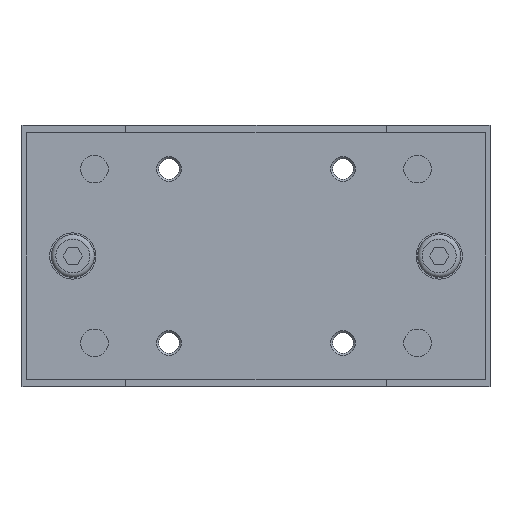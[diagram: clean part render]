
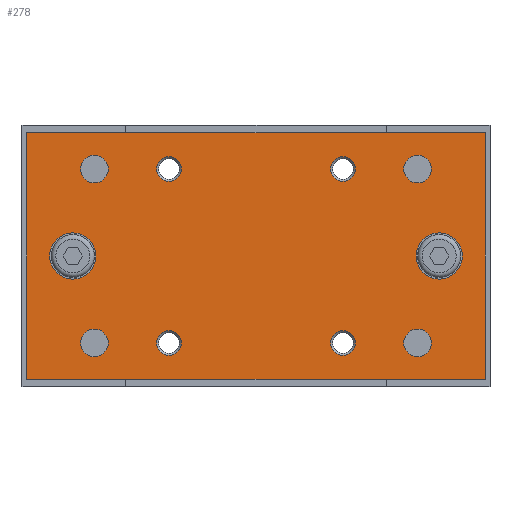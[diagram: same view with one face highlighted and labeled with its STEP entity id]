
A CAD part, left-side view. The second image highlights one B-rep face of the part: STEP entity #278.
In plain terms, the highlighted planar face has unit normal (-1, 0, 0).
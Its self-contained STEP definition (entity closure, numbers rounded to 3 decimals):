
#278 = ADVANCED_FACE( '', ( #766, #767, #768, #769, #770, #771, #772, #773, #774, #775, #776 ), #777, .F. );
#766 = FACE_BOUND( '', #1567, .T. );
#767 = FACE_BOUND( '', #1568, .T. );
#768 = FACE_BOUND( '', #1569, .T. );
#769 = FACE_BOUND( '', #1570, .T. );
#770 = FACE_BOUND( '', #1571, .T. );
#771 = FACE_BOUND( '', #1572, .T. );
#772 = FACE_BOUND( '', #1573, .T. );
#773 = FACE_BOUND( '', #1574, .T. );
#774 = FACE_BOUND( '', #1575, .T. );
#775 = FACE_BOUND( '', #1576, .T. );
#776 = FACE_OUTER_BOUND( '', #1577, .T. );
#777 = PLANE( '', #1578 );
#1567 = EDGE_LOOP( '', ( #2527 ) );
#1568 = EDGE_LOOP( '', ( #2528 ) );
#1569 = EDGE_LOOP( '', ( #2529 ) );
#1570 = EDGE_LOOP( '', ( #2530 ) );
#1571 = EDGE_LOOP( '', ( #2531 ) );
#1572 = EDGE_LOOP( '', ( #2532 ) );
#1573 = EDGE_LOOP( '', ( #2533 ) );
#1574 = EDGE_LOOP( '', ( #2534 ) );
#1575 = EDGE_LOOP( '', ( #2535 ) );
#1576 = EDGE_LOOP( '', ( #2536 ) );
#1577 = EDGE_LOOP( '', ( #2537, #2538, #2539, #2540 ) );
#1578 = AXIS2_PLACEMENT_3D( '', #2541, #2542, #2543 );
#2527 = ORIENTED_EDGE( '', *, *, #4341, .F. );
#2528 = ORIENTED_EDGE( '', *, *, #4342, .F. );
#2529 = ORIENTED_EDGE( '', *, *, #4343, .T. );
#2530 = ORIENTED_EDGE( '', *, *, #4344, .T. );
#2531 = ORIENTED_EDGE( '', *, *, #4345, .T. );
#2532 = ORIENTED_EDGE( '', *, *, #4346, .T. );
#2533 = ORIENTED_EDGE( '', *, *, #4347, .T. );
#2534 = ORIENTED_EDGE( '', *, *, #4348, .T. );
#2535 = ORIENTED_EDGE( '', *, *, #4349, .T. );
#2536 = ORIENTED_EDGE( '', *, *, #4350, .T. );
#2537 = ORIENTED_EDGE( '', *, *, #4351, .T. );
#2538 = ORIENTED_EDGE( '', *, *, #4352, .F. );
#2539 = ORIENTED_EDGE( '', *, *, #4353, .F. );
#2540 = ORIENTED_EDGE( '', *, *, #4354, .T. );
#2541 = CARTESIAN_POINT( '', ( -111., 74.5, 40. ) );
#2542 = DIRECTION( '', ( 1., 0., 0. ) );
#2543 = DIRECTION( '', ( 0., 0., -1. ) );
#4341 = EDGE_CURVE( '', #5210, #5210, #5211, .F. );
#4342 = EDGE_CURVE( '', #5212, #5212, #5213, .F. );
#4343 = EDGE_CURVE( '', #5214, #5214, #5215, .T. );
#4344 = EDGE_CURVE( '', #5216, #5216, #5217, .T. );
#4345 = EDGE_CURVE( '', #5218, #5218, #5219, .T. );
#4346 = EDGE_CURVE( '', #5220, #5220, #5221, .T. );
#4347 = EDGE_CURVE( '', #5222, #5222, #5223, .T. );
#4348 = EDGE_CURVE( '', #5224, #5224, #5225, .T. );
#4349 = EDGE_CURVE( '', #5226, #5226, #5227, .T. );
#4350 = EDGE_CURVE( '', #5228, #5228, #5229, .T. );
#4351 = EDGE_CURVE( '', #5230, #5231, #5232, .T. );
#4352 = EDGE_CURVE( '', #5233, #5231, #5234, .T. );
#4353 = EDGE_CURVE( '', #5235, #5233, #5236, .T. );
#4354 = EDGE_CURVE( '', #5235, #5230, #5237, .T. );
#5210 = VERTEX_POINT( '', #6368 );
#5211 = CIRCLE( '', #6369, 7.5 );
#5212 = VERTEX_POINT( '', #6370 );
#5213 = CIRCLE( '', #6371, 7.5 );
#5214 = VERTEX_POINT( '', #6372 );
#5215 = CIRCLE( '', #6373, 4. );
#5216 = VERTEX_POINT( '', #6374 );
#5217 = CIRCLE( '', #6375, 4. );
#5218 = VERTEX_POINT( '', #6376 );
#5219 = CIRCLE( '', #6377, 4.5 );
#5220 = VERTEX_POINT( '', #6378 );
#5221 = CIRCLE( '', #6379, 4.5 );
#5222 = VERTEX_POINT( '', #6380 );
#5223 = CIRCLE( '', #6381, 4. );
#5224 = VERTEX_POINT( '', #6382 );
#5225 = CIRCLE( '', #6383, 4. );
#5226 = VERTEX_POINT( '', #6384 );
#5227 = CIRCLE( '', #6385, 4.5 );
#5228 = VERTEX_POINT( '', #6386 );
#5229 = CIRCLE( '', #6387, 4.5 );
#5230 = VERTEX_POINT( '', #6388 );
#5231 = VERTEX_POINT( '', #6389 );
#5232 = LINE( '', #6390, #6391 );
#5233 = VERTEX_POINT( '', #6392 );
#5234 = LINE( '', #6393, #6394 );
#5235 = VERTEX_POINT( '', #6395 );
#5236 = LINE( '', #6396, #6397 );
#5237 = LINE( '', #6398, #6399 );
#6368 = CARTESIAN_POINT( '', ( -111., -59.5, -7.5 ) );
#6369 = AXIS2_PLACEMENT_3D( '', #7599, #7600, #7601 );
#6370 = CARTESIAN_POINT( '', ( -111., 59.5, -7.5 ) );
#6371 = AXIS2_PLACEMENT_3D( '', #7602, #7603, #7604 );
#6372 = CARTESIAN_POINT( '', ( -111., -28.25, -32.25 ) );
#6373 = AXIS2_PLACEMENT_3D( '', #7605, #7606, #7607 );
#6374 = CARTESIAN_POINT( '', ( -111., 28.25, -32.25 ) );
#6375 = AXIS2_PLACEMENT_3D( '', #7608, #7609, #7610 );
#6376 = CARTESIAN_POINT( '', ( -111., -52.5, -32.75 ) );
#6377 = AXIS2_PLACEMENT_3D( '', #7611, #7612, #7613 );
#6378 = CARTESIAN_POINT( '', ( -111., 52.5, -32.75 ) );
#6379 = AXIS2_PLACEMENT_3D( '', #7614, #7615, #7616 );
#6380 = CARTESIAN_POINT( '', ( -111., -28.25, 24.25 ) );
#6381 = AXIS2_PLACEMENT_3D( '', #7617, #7618, #7619 );
#6382 = CARTESIAN_POINT( '', ( -111., 28.25, 24.25 ) );
#6383 = AXIS2_PLACEMENT_3D( '', #7620, #7621, #7622 );
#6384 = CARTESIAN_POINT( '', ( -111., -52.5, 23.75 ) );
#6385 = AXIS2_PLACEMENT_3D( '', #7623, #7624, #7625 );
#6386 = CARTESIAN_POINT( '', ( -111., 52.5, 23.75 ) );
#6387 = AXIS2_PLACEMENT_3D( '', #7626, #7627, #7628 );
#6388 = CARTESIAN_POINT( '', ( -111., 74.5, -40. ) );
#6389 = CARTESIAN_POINT( '', ( -111., -74.5, -40. ) );
#6390 = CARTESIAN_POINT( '', ( -111., 74.5, -40. ) );
#6391 = VECTOR( '', #7629, 1000. );
#6392 = CARTESIAN_POINT( '', ( -111., -74.5, 40. ) );
#6393 = CARTESIAN_POINT( '', ( -111., -74.5, 40. ) );
#6394 = VECTOR( '', #7630, 1000. );
#6395 = CARTESIAN_POINT( '', ( -111., 74.5, 40. ) );
#6396 = CARTESIAN_POINT( '', ( -111., 74.5, 40. ) );
#6397 = VECTOR( '', #7631, 1000. );
#6398 = CARTESIAN_POINT( '', ( -111., 74.5, 40. ) );
#6399 = VECTOR( '', #7632, 1000. );
#7599 = CARTESIAN_POINT( '', ( -111., -59.5, 0. ) );
#7600 = DIRECTION( '', ( 1., 0., 0. ) );
#7601 = DIRECTION( '', ( 0., 0., -1. ) );
#7602 = CARTESIAN_POINT( '', ( -111., 59.5, 0. ) );
#7603 = DIRECTION( '', ( 1., 0., 0. ) );
#7604 = DIRECTION( '', ( 0., 0., -1. ) );
#7605 = CARTESIAN_POINT( '', ( -111., -28.25, -28.25 ) );
#7606 = DIRECTION( '', ( 1., 0., 0. ) );
#7607 = DIRECTION( '', ( 0., 0., -1. ) );
#7608 = CARTESIAN_POINT( '', ( -111., 28.25, -28.25 ) );
#7609 = DIRECTION( '', ( 1., 0., 0. ) );
#7610 = DIRECTION( '', ( 0., 0., -1. ) );
#7611 = CARTESIAN_POINT( '', ( -111., -52.5, -28.25 ) );
#7612 = DIRECTION( '', ( 1., 0., 0. ) );
#7613 = DIRECTION( '', ( 0., 0., -1. ) );
#7614 = CARTESIAN_POINT( '', ( -111., 52.5, -28.25 ) );
#7615 = DIRECTION( '', ( 1., 0., 0. ) );
#7616 = DIRECTION( '', ( 0., 0., -1. ) );
#7617 = CARTESIAN_POINT( '', ( -111., -28.25, 28.25 ) );
#7618 = DIRECTION( '', ( 1., 0., 0. ) );
#7619 = DIRECTION( '', ( 0., 0., -1. ) );
#7620 = CARTESIAN_POINT( '', ( -111., 28.25, 28.25 ) );
#7621 = DIRECTION( '', ( 1., 0., 0. ) );
#7622 = DIRECTION( '', ( 0., 0., -1. ) );
#7623 = CARTESIAN_POINT( '', ( -111., -52.5, 28.25 ) );
#7624 = DIRECTION( '', ( 1., 0., 0. ) );
#7625 = DIRECTION( '', ( 0., 0., -1. ) );
#7626 = CARTESIAN_POINT( '', ( -111., 52.5, 28.25 ) );
#7627 = DIRECTION( '', ( 1., 0., 0. ) );
#7628 = DIRECTION( '', ( 0., 0., -1. ) );
#7629 = DIRECTION( '', ( 0., -1., 0. ) );
#7630 = DIRECTION( '', ( 0., 0., -1. ) );
#7631 = DIRECTION( '', ( 0., -1., 0. ) );
#7632 = DIRECTION( '', ( 0., 0., -1. ) );
